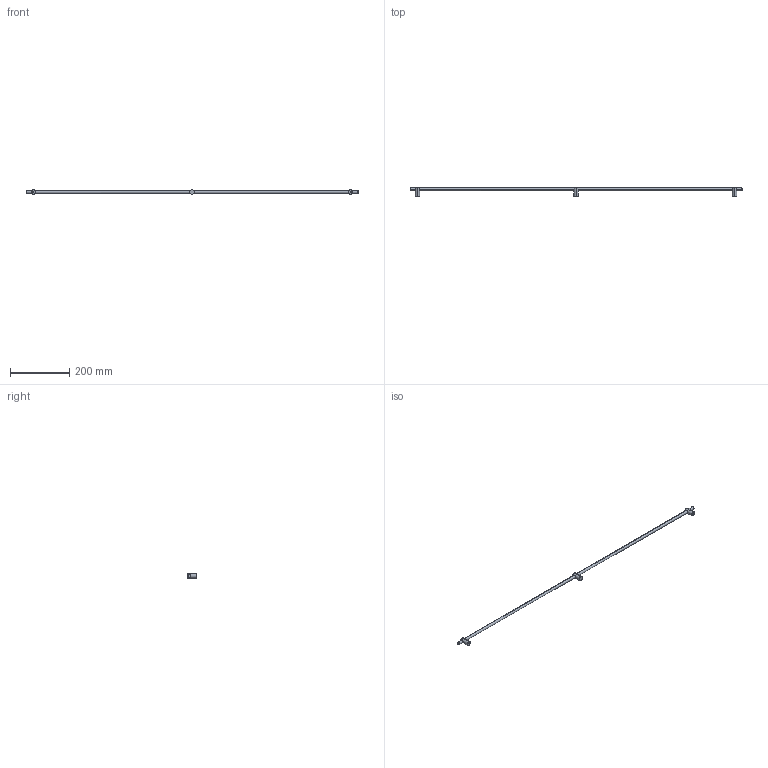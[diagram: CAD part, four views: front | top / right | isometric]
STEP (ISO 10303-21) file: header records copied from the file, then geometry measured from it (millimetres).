
FILE_DESCRIPTION (( 'STEP AP214' ), '1' );
FILE_NAME ('F005464,F005468_3D.step', '2022-08-15T13:29:39', ( '' ), ( '' ), 'SwSTEP 2.0', 'SolidWorks 2020', '' );
FILE_SCHEMA (( 'AUTOMOTIVE_DESIGN' ));
Length unit declared in the file: millimetre
Products named in the file (1): F005464,F005468_3D
Bounding box: 1124 x 32 x 15 mm (x, y, z)
Volume: 101649.1 mm3; surface area: 39378.5 mm2
Topology: 1 solids, 1 shells, 40 faces, 82 edges, 48 vertices
Faces by surface type: cylinder 18, plane 8, bspline 6, torus 4, cone 4
Entity records: 2554 total; most frequent: CARTESIAN_POINT 1709, ORIENTED_EDGE 156, DIRECTION 144, EDGE_CURVE 78, AXIS2_PLACEMENT_3D 61, EDGE_LOOP 48, VERTEX_POINT 48, ADVANCED_FACE 40
